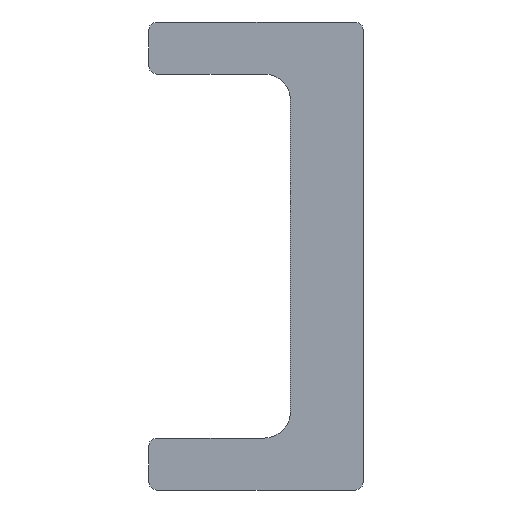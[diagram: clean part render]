
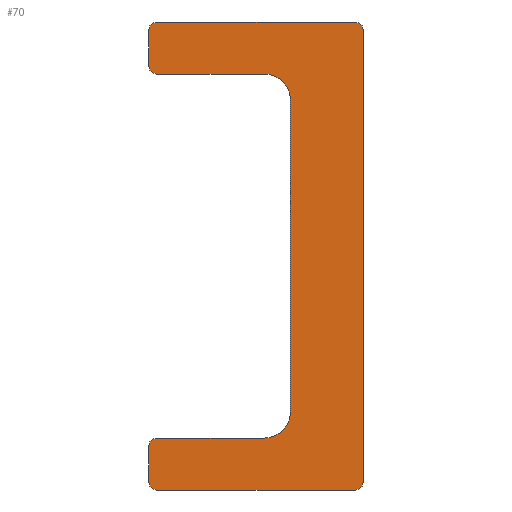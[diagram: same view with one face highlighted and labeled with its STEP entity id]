
A CAD part, front view. The second image highlights one B-rep face of the part: STEP entity #70.
In plain terms, the highlighted planar face has unit normal (0, -1, 0).
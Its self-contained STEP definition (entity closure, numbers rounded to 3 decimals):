
#70 = ADVANCED_FACE( '', ( #166 ), #167, .F. );
#166 = FACE_OUTER_BOUND( '', #307, .T. );
#167 = PLANE( '', #308 );
#307 = EDGE_LOOP( '', ( #469, #470, #471, #472, #473, #474, #475, #476, #477, #478, #479, #480, #481, #482, #483, #484 ) );
#308 = AXIS2_PLACEMENT_3D( '', #485, #486, #487 );
#469 = ORIENTED_EDGE( '', *, *, #731, .F. );
#470 = ORIENTED_EDGE( '', *, *, #732, .T. );
#471 = ORIENTED_EDGE( '', *, *, #733, .F. );
#472 = ORIENTED_EDGE( '', *, *, #734, .T. );
#473 = ORIENTED_EDGE( '', *, *, #735, .F. );
#474 = ORIENTED_EDGE( '', *, *, #736, .T. );
#475 = ORIENTED_EDGE( '', *, *, #737, .F. );
#476 = ORIENTED_EDGE( '', *, *, #738, .T. );
#477 = ORIENTED_EDGE( '', *, *, #739, .F. );
#478 = ORIENTED_EDGE( '', *, *, #740, .T. );
#479 = ORIENTED_EDGE( '', *, *, #741, .F. );
#480 = ORIENTED_EDGE( '', *, *, #742, .T. );
#481 = ORIENTED_EDGE( '', *, *, #743, .F. );
#482 = ORIENTED_EDGE( '', *, *, #744, .T. );
#483 = ORIENTED_EDGE( '', *, *, #745, .F. );
#484 = ORIENTED_EDGE( '', *, *, #746, .T. );
#485 = CARTESIAN_POINT( '', ( -4.125, 0., 9. ) );
#486 = DIRECTION( '', ( 0., 1., 0. ) );
#487 = DIRECTION( '', ( 0., 0., 1. ) );
#731 = EDGE_CURVE( '', #863, #864, #865, .T. );
#732 = EDGE_CURVE( '', #863, #866, #867, .F. );
#733 = EDGE_CURVE( '', #868, #866, #869, .T. );
#734 = EDGE_CURVE( '', #868, #870, #871, .F. );
#735 = EDGE_CURVE( '', #872, #870, #873, .T. );
#736 = EDGE_CURVE( '', #872, #874, #875, .F. );
#737 = EDGE_CURVE( '', #876, #874, #877, .T. );
#738 = EDGE_CURVE( '', #876, #878, #879, .T. );
#739 = EDGE_CURVE( '', #880, #878, #881, .T. );
#740 = EDGE_CURVE( '', #880, #882, #883, .T. );
#741 = EDGE_CURVE( '', #884, #882, #885, .T. );
#742 = EDGE_CURVE( '', #884, #886, #887, .F. );
#743 = EDGE_CURVE( '', #888, #886, #889, .T. );
#744 = EDGE_CURVE( '', #888, #890, #891, .F. );
#745 = EDGE_CURVE( '', #892, #890, #893, .T. );
#746 = EDGE_CURVE( '', #892, #864, #894, .F. );
#863 = VERTEX_POINT( '', #1033 );
#864 = VERTEX_POINT( '', #1034 );
#865 = LINE( '', #1035, #1036 );
#866 = VERTEX_POINT( '', #1037 );
#867 = CIRCLE( '', #1038, 0.3 );
#868 = VERTEX_POINT( '', #1039 );
#869 = LINE( '', #1040, #1041 );
#870 = VERTEX_POINT( '', #1042 );
#871 = CIRCLE( '', #1043, 0.3 );
#872 = VERTEX_POINT( '', #1044 );
#873 = LINE( '', #1045, #1046 );
#874 = VERTEX_POINT( '', #1047 );
#875 = CIRCLE( '', #1048, 0.3 );
#876 = VERTEX_POINT( '', #1049 );
#877 = LINE( '', #1050, #1051 );
#878 = VERTEX_POINT( '', #1052 );
#879 = CIRCLE( '', #1053, 1. );
#880 = VERTEX_POINT( '', #1054 );
#881 = LINE( '', #1055, #1056 );
#882 = VERTEX_POINT( '', #1057 );
#883 = CIRCLE( '', #1058, 1. );
#884 = VERTEX_POINT( '', #1059 );
#885 = LINE( '', #1060, #1061 );
#886 = VERTEX_POINT( '', #1062 );
#887 = CIRCLE( '', #1063, 0.3 );
#888 = VERTEX_POINT( '', #1064 );
#889 = LINE( '', #1065, #1066 );
#890 = VERTEX_POINT( '', #1067 );
#891 = CIRCLE( '', #1068, 0.3 );
#892 = VERTEX_POINT( '', #1069 );
#893 = LINE( '', #1070, #1071 );
#894 = CIRCLE( '', #1072, 0.3 );
#1033 = CARTESIAN_POINT( '', ( 4.125, 0., 8.7 ) );
#1034 = CARTESIAN_POINT( '', ( 4.125, 0., -8.7 ) );
#1035 = CARTESIAN_POINT( '', ( 4.125, 0., 9. ) );
#1036 = VECTOR( '', #1222, 1000. );
#1037 = CARTESIAN_POINT( '', ( 3.825, 0., 9. ) );
#1038 = AXIS2_PLACEMENT_3D( '', #1223, #1224, #1225 );
#1039 = CARTESIAN_POINT( '', ( -3.825, 0., 9. ) );
#1040 = CARTESIAN_POINT( '', ( -4.125, 0., 9. ) );
#1041 = VECTOR( '', #1226, 1000. );
#1042 = CARTESIAN_POINT( '', ( -4.125, 0., 8.7 ) );
#1043 = AXIS2_PLACEMENT_3D( '', #1227, #1228, #1229 );
#1044 = CARTESIAN_POINT( '', ( -4.125, 0., 7.3 ) );
#1045 = CARTESIAN_POINT( '', ( -4.125, 0., -9. ) );
#1046 = VECTOR( '', #1230, 1000. );
#1047 = CARTESIAN_POINT( '', ( -3.825, 0., 7. ) );
#1048 = AXIS2_PLACEMENT_3D( '', #1231, #1232, #1233 );
#1049 = CARTESIAN_POINT( '', ( 0.325, 0., 7. ) );
#1050 = CARTESIAN_POINT( '', ( -4.125, 0., 7. ) );
#1051 = VECTOR( '', #1234, 1000. );
#1052 = CARTESIAN_POINT( '', ( 1.325, 0., 6. ) );
#1053 = AXIS2_PLACEMENT_3D( '', #1235, #1236, #1237 );
#1054 = CARTESIAN_POINT( '', ( 1.325, 0., -6. ) );
#1055 = CARTESIAN_POINT( '', ( 1.325, 0., 7. ) );
#1056 = VECTOR( '', #1238, 1000. );
#1057 = CARTESIAN_POINT( '', ( 0.325, 0., -7. ) );
#1058 = AXIS2_PLACEMENT_3D( '', #1239, #1240, #1241 );
#1059 = CARTESIAN_POINT( '', ( -3.825, 0., -7. ) );
#1060 = CARTESIAN_POINT( '', ( 1.325, 0., -7. ) );
#1061 = VECTOR( '', #1242, 1000. );
#1062 = CARTESIAN_POINT( '', ( -4.125, 0., -7.3 ) );
#1063 = AXIS2_PLACEMENT_3D( '', #1243, #1244, #1245 );
#1064 = CARTESIAN_POINT( '', ( -4.125, 0., -8.7 ) );
#1065 = CARTESIAN_POINT( '', ( -4.125, 0., -9. ) );
#1066 = VECTOR( '', #1246, 1000. );
#1067 = CARTESIAN_POINT( '', ( -3.825, 0., -9. ) );
#1068 = AXIS2_PLACEMENT_3D( '', #1247, #1248, #1249 );
#1069 = CARTESIAN_POINT( '', ( 3.825, 0., -9. ) );
#1070 = CARTESIAN_POINT( '', ( 4.125, 0., -9. ) );
#1071 = VECTOR( '', #1250, 1000. );
#1072 = AXIS2_PLACEMENT_3D( '', #1251, #1252, #1253 );
#1222 = DIRECTION( '', ( 0., 0., -1. ) );
#1223 = CARTESIAN_POINT( '', ( 3.825, 0., 8.7 ) );
#1224 = DIRECTION( '', ( 0., 1., 0. ) );
#1225 = DIRECTION( '', ( 0., 0., 1. ) );
#1226 = DIRECTION( '', ( 1., 0., 0. ) );
#1227 = CARTESIAN_POINT( '', ( -3.825, 0., 8.7 ) );
#1228 = DIRECTION( '', ( 0., 1., 0. ) );
#1229 = DIRECTION( '', ( 0., 0., 1. ) );
#1230 = DIRECTION( '', ( 0., 0., 1. ) );
#1231 = CARTESIAN_POINT( '', ( -3.825, 0., 7.3 ) );
#1232 = DIRECTION( '', ( 0., 1., 0. ) );
#1233 = DIRECTION( '', ( 0., 0., 1. ) );
#1234 = DIRECTION( '', ( -1., 0., 0. ) );
#1235 = CARTESIAN_POINT( '', ( 0.325, 0., 6. ) );
#1236 = DIRECTION( '', ( 0., 1., 0. ) );
#1237 = DIRECTION( '', ( 0., 0., 1. ) );
#1238 = DIRECTION( '', ( 0., 0., 1. ) );
#1239 = CARTESIAN_POINT( '', ( 0.325, 0., -6. ) );
#1240 = DIRECTION( '', ( 0., 1., 0. ) );
#1241 = DIRECTION( '', ( 0., 0., 1. ) );
#1242 = DIRECTION( '', ( 1., 0., 0. ) );
#1243 = CARTESIAN_POINT( '', ( -3.825, 0., -7.3 ) );
#1244 = DIRECTION( '', ( 0., 1., 0. ) );
#1245 = DIRECTION( '', ( 0., 0., 1. ) );
#1246 = DIRECTION( '', ( 0., 0., 1. ) );
#1247 = CARTESIAN_POINT( '', ( -3.825, 0., -8.7 ) );
#1248 = DIRECTION( '', ( 0., 1., 0. ) );
#1249 = DIRECTION( '', ( 0., 0., 1. ) );
#1250 = DIRECTION( '', ( -1., 0., 0. ) );
#1251 = CARTESIAN_POINT( '', ( 3.825, 0., -8.7 ) );
#1252 = DIRECTION( '', ( 0., 1., 0. ) );
#1253 = DIRECTION( '', ( 0., 0., 1. ) );
